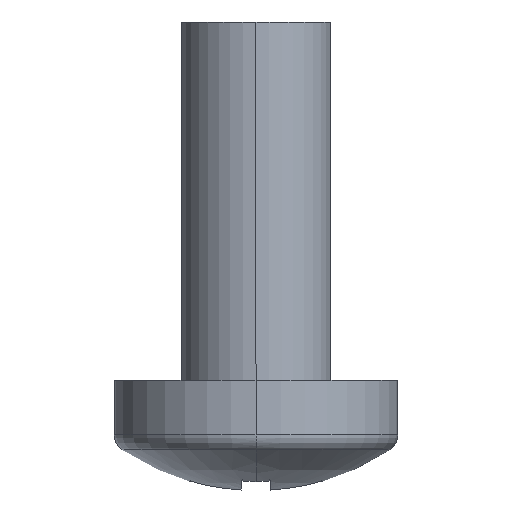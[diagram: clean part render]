
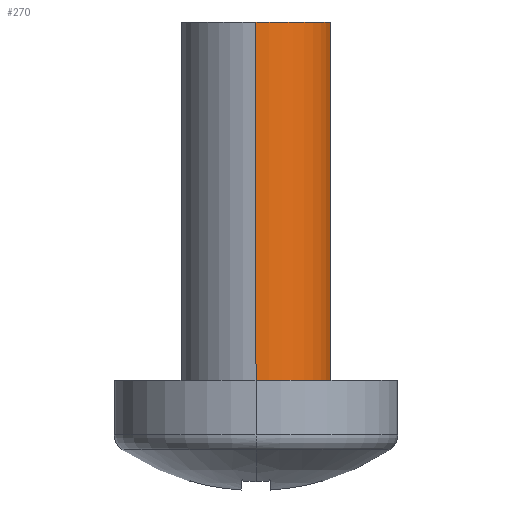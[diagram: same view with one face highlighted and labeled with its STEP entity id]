
A CAD part, left-side view. The second image highlights one B-rep face of the part: STEP entity #270.
In plain terms, the highlighted cylindrical face has radius 2.5 mm (diameter 5 mm), a partial arc.
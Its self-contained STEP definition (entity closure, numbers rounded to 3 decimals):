
#229=CARTESIAN_POINT('',(-23.0,0.,4.4));
#230=DIRECTION('',(0.0,0.,1.0));
#231=DIRECTION('',(1.0,0.0,0.0));
#232=AXIS2_PLACEMENT_3D('',#229,#230,#231);
#233=CYLINDRICAL_SURFACE('',#232,2.5);
#234=CARTESIAN_POINT('',(-20.5,0.,10.4));
#235=VERTEX_POINT('',#234);
#236=CARTESIAN_POINT('',(-20.5,0.0,-1.6));
#237=VERTEX_POINT('',#236);
#238=CARTESIAN_POINT('',(-20.5,0.,10.4));
#239=DIRECTION('',(0.0,0.0,-1.0));
#240=VECTOR('',#239,12.0);
#241=LINE('',#238,#240);
#242=EDGE_CURVE('',#235,#237,#241,.T.);
#243=ORIENTED_EDGE('',*,*,#242,.F.);
#244=CARTESIAN_POINT('',(-25.5,0.,10.4));
#245=VERTEX_POINT('',#244);
#246=CARTESIAN_POINT('',(-23.0,0.,10.4));
#247=DIRECTION('',(0.0,0.0,1.0));
#248=DIRECTION('',(1.0,0.0,0.0));
#249=AXIS2_PLACEMENT_3D('',#246,#247,#248);
#250=CIRCLE('',#249,2.5);
#251=EDGE_CURVE('',#245,#235,#250,.T.);
#252=ORIENTED_EDGE('',*,*,#251,.F.);
#253=CARTESIAN_POINT('',(-25.5,0.,-1.6));
#254=VERTEX_POINT('',#253);
#255=CARTESIAN_POINT('',(-25.5,0.,10.4));
#256=DIRECTION('',(0.0,0.0,-1.0));
#257=VECTOR('',#256,12.);
#258=LINE('',#255,#257);
#259=EDGE_CURVE('',#245,#254,#258,.T.);
#260=ORIENTED_EDGE('',*,*,#259,.T.);
#261=CARTESIAN_POINT('',(-23.0,0.0,-1.6));
#262=DIRECTION('',(0.0,0.0,-1.0));
#263=DIRECTION('',(1.0,0.0,0.0));
#264=AXIS2_PLACEMENT_3D('',#261,#262,#263);
#265=CIRCLE('',#264,2.5);
#266=EDGE_CURVE('',#237,#254,#265,.T.);
#267=ORIENTED_EDGE('',*,*,#266,.F.);
#268=EDGE_LOOP('',(#243,#252,#260,#267));
#269=FACE_OUTER_BOUND('',#268,.T.);
#270=ADVANCED_FACE('',(#269),#233,.T.);
